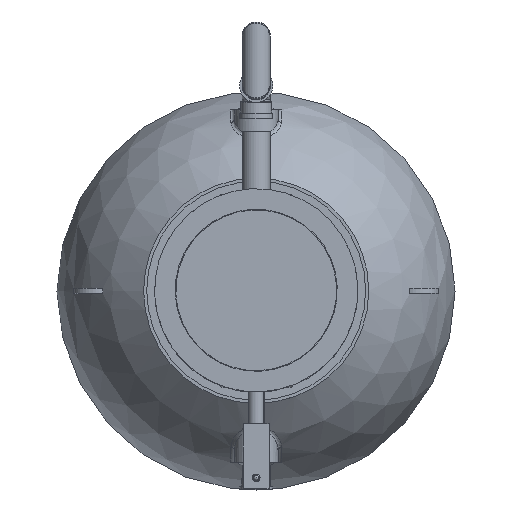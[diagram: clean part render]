
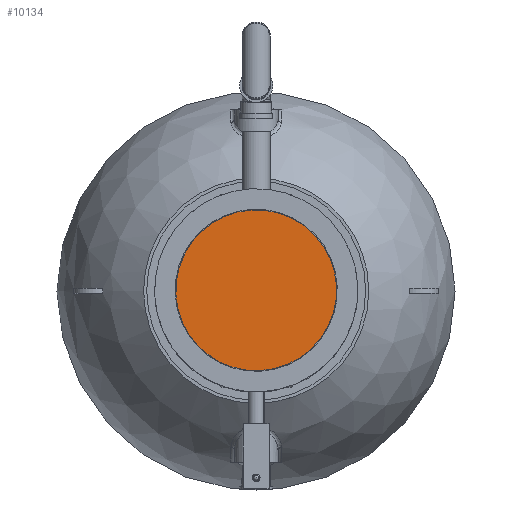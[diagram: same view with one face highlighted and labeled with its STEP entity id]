
A CAD part, top view. The second image highlights one B-rep face of the part: STEP entity #10134.
In plain terms, the highlighted planar face has unit normal (0, 0, 1).
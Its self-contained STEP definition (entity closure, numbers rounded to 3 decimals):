
#2488=ORIENTED_EDGE('',*,*,#4778,.F.);
#4778=EDGE_CURVE('',#6010,#6010,#6916,.T.);
#6010=VERTEX_POINT('',#17606);
#6916=CIRCLE('',#11370,312.5);
#7683=EDGE_LOOP('',(#2488));
#8823=FACE_BOUND('',#7683,.T.);
#9735=PLANE('',#11372);
#10134=ADVANCED_FACE('',(#8823),#9735,.F.);
#11370=AXIS2_PLACEMENT_3D('',#17605,#13345,#13346);
#11372=AXIS2_PLACEMENT_3D('',#17609,#13349,#13350);
#13345=DIRECTION('',(0.,0.,-1.));
#13346=DIRECTION('',(1.,0.,0.));
#13349=DIRECTION('',(0.,0.,-1.));
#13350=DIRECTION('',(-1.,0.,0.));
#17605=CARTESIAN_POINT('',(0.,0.,40.));
#17606=CARTESIAN_POINT('',(312.5,0.,40.));
#17609=CARTESIAN_POINT('',(0.,0.,40.));
